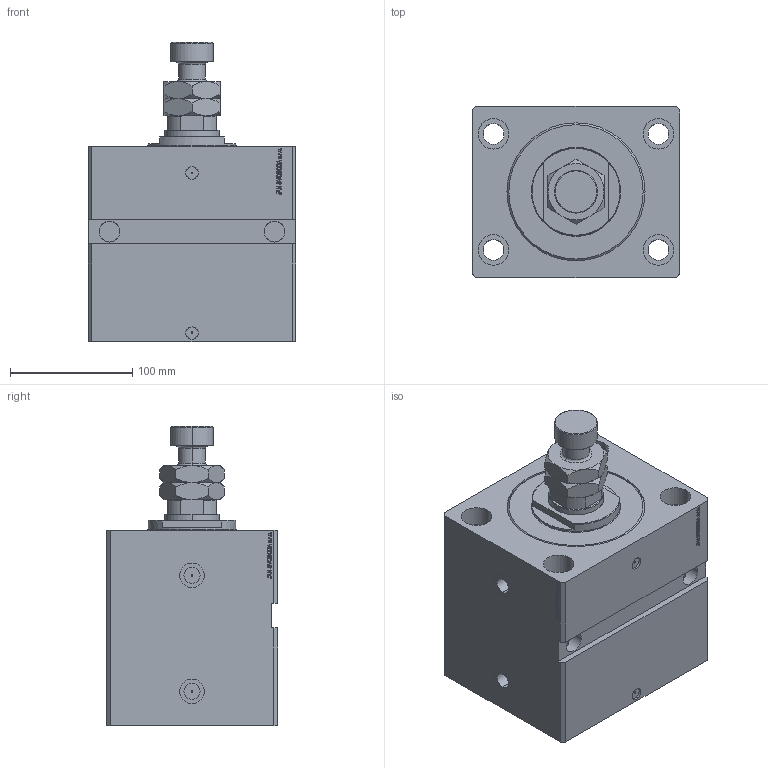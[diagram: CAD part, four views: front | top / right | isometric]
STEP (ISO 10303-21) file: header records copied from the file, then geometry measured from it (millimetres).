
FILE_DESCRIPTION (( 'STEP AP203' ), '1' );
FILE_NAME ('74bf.STEP', '2022-04-09T13:01:19', ( '' ), ( '' ), 'SwSTEP 2.0', 'SolidWorks 2019', '' );
FILE_SCHEMA (( 'CONFIG_CONTROL_DESIGN' ));
Length unit declared in the file: millimetre
Products named in the file (5): MFA 0f6000eb325da728158b596fe2a7c730; V250CE_C_VCP 0f6000eb325da728158b596fe2a7c730; V250CE_VC_E 0f6000eb325da728158b596fe2a7c730; V250CE_E_Body 0f6000eb325da728158b596fe2a7c730; 74bf
Assembly tree (4 placements, depth 2):
  74bf
    V250CE_E_Body 0f6000eb325da728158b596fe2a7c730
    V250CE_C_VCP 0f6000eb325da728158b596fe2a7c730
    V250CE_VC_E 0f6000eb325da728158b596fe2a7c730
    MFA 0f6000eb325da728158b596fe2a7c730
Bounding box: 170 x 140 x 244.9 mm (x, y, z)
Volume: 3334254.6 mm3; surface area: 334774.8 mm2
Topology: 4 solids, 4 shells, 985 faces, 2502 edges, 1641 vertices
Faces by surface type: plane 487, bspline 368, cylinder 80, cone 40, torus 10
Entity records: 47475 total; most frequent: CARTESIAN_POINT 25661, ORIENTED_EDGE 5000, DIRECTION 3140, EDGE_CURVE 2500, VERTEX_POINT 1641, VECTOR 1496, LINE 1496, EDGE_LOOP 1119
